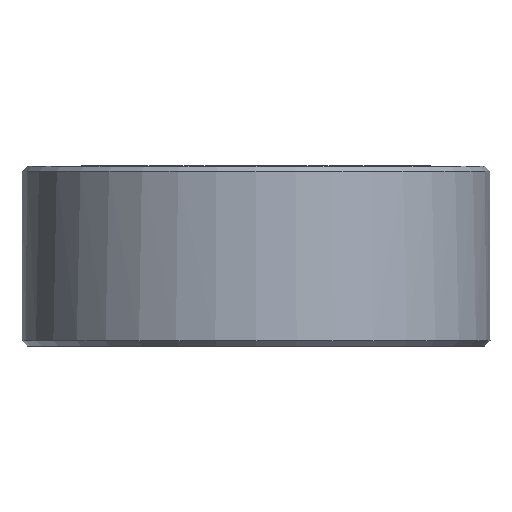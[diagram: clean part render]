
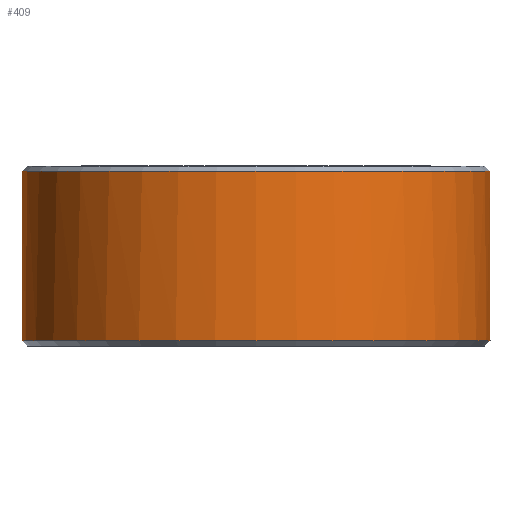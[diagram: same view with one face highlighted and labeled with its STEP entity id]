
A CAD part, front view. The second image highlights one B-rep face of the part: STEP entity #409.
In plain terms, the highlighted cylindrical face has radius 13 mm (diameter 26 mm), a full revolution.
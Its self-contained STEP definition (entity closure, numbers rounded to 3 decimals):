
#1 = VERTEX_POINT ( 'NONE', #251 ) ;
#74 = LINE ( 'NONE', #572, #263 ) ;
#99 = DIRECTION ( 'NONE',  ( -1., 0., 0. ) ) ;
#100 = DIRECTION ( 'NONE',  ( -1., 0., 0. ) ) ;
#136 = VERTEX_POINT ( 'NONE', #307 ) ;
#154 = CARTESIAN_POINT ( 'NONE',  ( 12.988, -0.55, 4. ) ) ;
#206 = ORIENTED_EDGE ( 'NONE', *, *, #1154, .T. ) ;
#222 = CARTESIAN_POINT ( 'NONE',  ( 0., 0., 4.7 ) ) ;
#224 = DIRECTION ( 'NONE',  ( 0., 0., 1. ) ) ;
#237 = CARTESIAN_POINT ( 'NONE',  ( 0., 0., -4.7 ) ) ;
#238 = AXIS2_PLACEMENT_3D ( 'NONE', #237, #513, #757 ) ;
#251 = CARTESIAN_POINT ( 'NONE',  ( -13., 0., -4.7 ) ) ;
#263 = VECTOR ( 'NONE', #1355, 1000. ) ;
#296 = EDGE_CURVE ( 'NONE', #506, #594, #1096, .T. ) ;
#298 = CARTESIAN_POINT ( 'NONE',  ( 0., 0., 4. ) ) ;
#304 = CARTESIAN_POINT ( 'NONE',  ( -12.988, -0.55, 4. ) ) ;
#307 = CARTESIAN_POINT ( 'NONE',  ( -12.988, -0.55, 4.7 ) ) ;
#368 = CARTESIAN_POINT ( 'NONE',  ( 12.988, 0.55, 4. ) ) ;
#380 = ORIENTED_EDGE ( 'NONE', *, *, #1423, .T. ) ;
#409 = ADVANCED_FACE ( 'NONE', ( #590, #1292 ), #1183, .T. ) ;
#414 = DIRECTION ( 'NONE',  ( -1., 0., 0. ) ) ;
#430 = EDGE_CURVE ( 'NONE', #136, #1112, #1424, .T. ) ;
#444 = CARTESIAN_POINT ( 'NONE',  ( -12.988, -0.55, 4. ) ) ;
#454 = EDGE_CURVE ( 'NONE', #925, #671, #74, .T. ) ;
#484 = EDGE_CURVE ( 'NONE', #671, #136, #933, .T. ) ;
#506 = VERTEX_POINT ( 'NONE', #862 ) ;
#513 = DIRECTION ( 'NONE',  ( 0., 0., 1. ) ) ;
#535 = CARTESIAN_POINT ( 'NONE',  ( 12.988, -0.55, 4.7 ) ) ;
#572 = CARTESIAN_POINT ( 'NONE',  ( 12.988, -0.55, 4. ) ) ;
#590 = FACE_OUTER_BOUND ( 'NONE', #656, .T. ) ;
#594 = VERTEX_POINT ( 'NONE', #1232 ) ;
#622 = ORIENTED_EDGE ( 'NONE', *, *, #1231, .T. ) ;
#656 = EDGE_LOOP ( 'NONE', ( #622 ) ) ;
#671 = VERTEX_POINT ( 'NONE', #535 ) ;
#677 = AXIS2_PLACEMENT_3D ( 'NONE', #222, #1309, #100 ) ;
#751 = CARTESIAN_POINT ( 'NONE',  ( -12.988, 0.55, 4. ) ) ;
#757 = DIRECTION ( 'NONE',  ( -1., 0., 0. ) ) ;
#760 = VECTOR ( 'NONE', #1516, 1000. ) ;
#805 = CIRCLE ( 'NONE', #911, 13. ) ;
#814 = VERTEX_POINT ( 'NONE', #1421 ) ;
#818 = DIRECTION ( 'NONE',  ( 0., 0., -1. ) ) ;
#862 = CARTESIAN_POINT ( 'NONE',  ( -12.988, 0.55, 4. ) ) ;
#891 = CARTESIAN_POINT ( 'NONE',  ( 12.988, 0.55, 4. ) ) ;
#911 = AXIS2_PLACEMENT_3D ( 'NONE', #1414, #1025, #414 ) ;
#925 = VERTEX_POINT ( 'NONE', #154 ) ;
#933 = CIRCLE ( 'NONE', #1461, 13. ) ;
#956 = CARTESIAN_POINT ( 'NONE',  ( 0., 0., 5. ) ) ;
#961 = CIRCLE ( 'NONE', #1160, 13. ) ;
#983 = ORIENTED_EDGE ( 'NONE', *, *, #1364, .F. ) ;
#1012 = LINE ( 'NONE', #891, #760 ) ;
#1025 = DIRECTION ( 'NONE',  ( 0., 0., 1. ) ) ;
#1063 = ORIENTED_EDGE ( 'NONE', *, *, #484, .T. ) ;
#1096 = LINE ( 'NONE', #751, #1260 ) ;
#1112 = VERTEX_POINT ( 'NONE', #444 ) ;
#1130 = DIRECTION ( 'NONE',  ( -1., 0., 0. ) ) ;
#1154 = EDGE_CURVE ( 'NONE', #594, #814, #1351, .T. ) ;
#1160 = AXIS2_PLACEMENT_3D ( 'NONE', #298, #1257, #1130 ) ;
#1167 = DIRECTION ( 'NONE',  ( 0., 0., -1. ) ) ;
#1183 = CYLINDRICAL_SURFACE ( 'NONE', #1313, 13. ) ;
#1205 = DIRECTION ( 'NONE',  ( 0., 0., -1. ) ) ;
#1221 = VERTEX_POINT ( 'NONE', #368 ) ;
#1231 = EDGE_CURVE ( 'NONE', #1, #1, #1489, .T. ) ;
#1232 = CARTESIAN_POINT ( 'NONE',  ( -12.988, 0.55, 4.7 ) ) ;
#1257 = DIRECTION ( 'NONE',  ( 0., 0., 1. ) ) ;
#1260 = VECTOR ( 'NONE', #224, 1000. ) ;
#1292 = FACE_OUTER_BOUND ( 'NONE', #1611, .T. ) ;
#1309 = DIRECTION ( 'NONE',  ( 0., 0., -1. ) ) ;
#1313 = AXIS2_PLACEMENT_3D ( 'NONE', #956, #818, #1329 ) ;
#1321 = VECTOR ( 'NONE', #1167, 1000. ) ;
#1329 = DIRECTION ( 'NONE',  ( -1., 0., 0. ) ) ;
#1351 = CIRCLE ( 'NONE', #677, 13. ) ;
#1355 = DIRECTION ( 'NONE',  ( 0., 0., 1. ) ) ;
#1359 = ORIENTED_EDGE ( 'NONE', *, *, #430, .T. ) ;
#1364 = EDGE_CURVE ( 'NONE', #506, #1112, #961, .T. ) ;
#1413 = EDGE_CURVE ( 'NONE', #925, #1221, #805, .T. ) ;
#1414 = CARTESIAN_POINT ( 'NONE',  ( 0., 0., 4. ) ) ;
#1421 = CARTESIAN_POINT ( 'NONE',  ( 12.988, 0.55, 4.7 ) ) ;
#1423 = EDGE_CURVE ( 'NONE', #814, #1221, #1012, .T. ) ;
#1424 = LINE ( 'NONE', #304, #1321 ) ;
#1427 = ORIENTED_EDGE ( 'NONE', *, *, #296, .T. ) ;
#1461 = AXIS2_PLACEMENT_3D ( 'NONE', #1475, #1205, #99 ) ;
#1475 = CARTESIAN_POINT ( 'NONE',  ( 0., 0., 4.7 ) ) ;
#1479 = ORIENTED_EDGE ( 'NONE', *, *, #1413, .F. ) ;
#1489 = CIRCLE ( 'NONE', #238, 13. ) ;
#1502 = ORIENTED_EDGE ( 'NONE', *, *, #454, .T. ) ;
#1516 = DIRECTION ( 'NONE',  ( 0., 0., -1. ) ) ;
#1611 = EDGE_LOOP ( 'NONE', ( #206, #380, #1479, #1502, #1063, #1359, #983, #1427 ) ) ;
